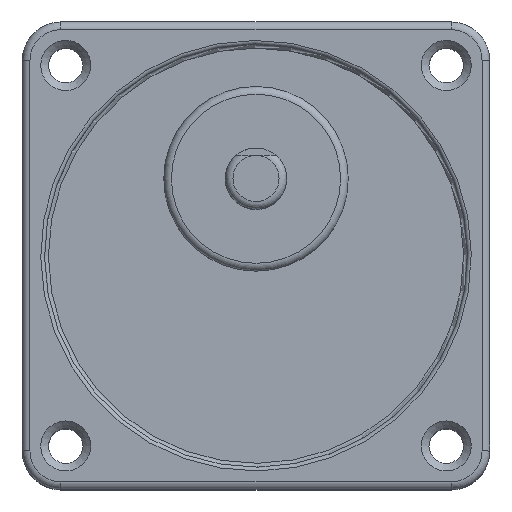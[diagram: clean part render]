
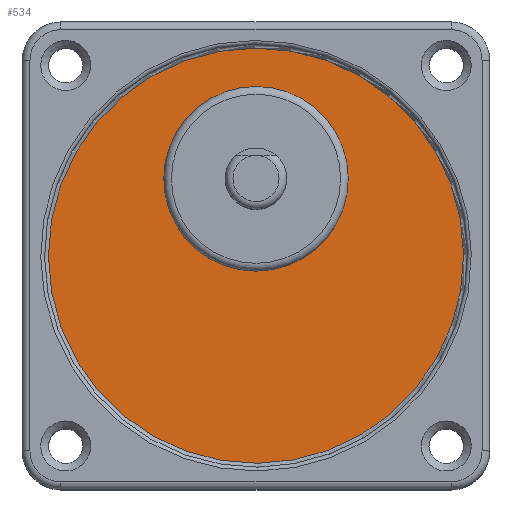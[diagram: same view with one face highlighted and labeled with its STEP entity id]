
A CAD part, top view. The second image highlights one B-rep face of the part: STEP entity #534.
In plain terms, the highlighted planar face has unit normal (0, 0, 1).
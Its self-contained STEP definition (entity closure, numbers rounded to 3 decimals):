
#80=PLANE('',#603);
#130=ORIENTED_EDGE('',*,*,#248,.F.);
#131=ORIENTED_EDGE('',*,*,#249,.F.);
#248=EDGE_CURVE('',#312,#312,#358,.T.);
#249=EDGE_CURVE('',#313,#313,#359,.T.);
#312=VERTEX_POINT('',#903);
#313=VERTEX_POINT('',#906);
#358=CIRCLE('',#602,12.);
#359=CIRCLE('',#604,27.);
#410=EDGE_LOOP('',(#130));
#411=EDGE_LOOP('',(#131));
#471=FACE_BOUND('',#410,.T.);
#472=FACE_BOUND('',#411,.T.);
#534=ADVANCED_FACE('',(#471,#472),#80,.T.);
#602=AXIS2_PLACEMENT_3D('',#902,#720,#721);
#603=AXIS2_PLACEMENT_3D('',#904,#722,#723);
#604=AXIS2_PLACEMENT_3D('',#905,#724,#725);
#720=DIRECTION('',(0.,0.,1.));
#721=DIRECTION('',(1.,0.,0.));
#722=DIRECTION('',(0.,0.,1.));
#723=DIRECTION('',(1.,0.,0.));
#724=DIRECTION('',(0.,0.,-1.));
#725=DIRECTION('',(-1.,0.,0.));
#902=CARTESIAN_POINT('',(0.,10.,41.));
#903=CARTESIAN_POINT('',(12.,10.,41.));
#904=CARTESIAN_POINT('',(0.,0.,41.));
#905=CARTESIAN_POINT('',(0.,0.,41.));
#906=CARTESIAN_POINT('',(-27.,0.,41.));
